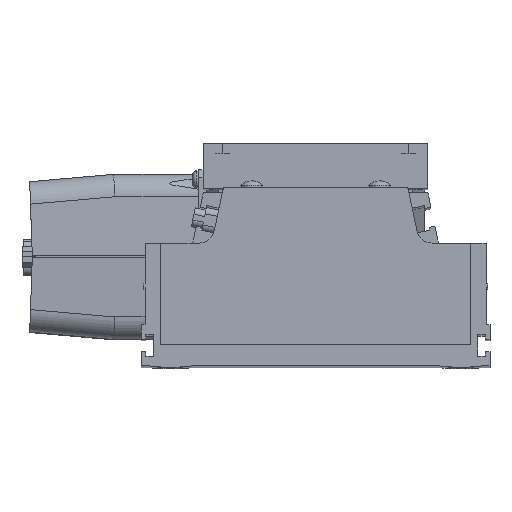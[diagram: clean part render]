
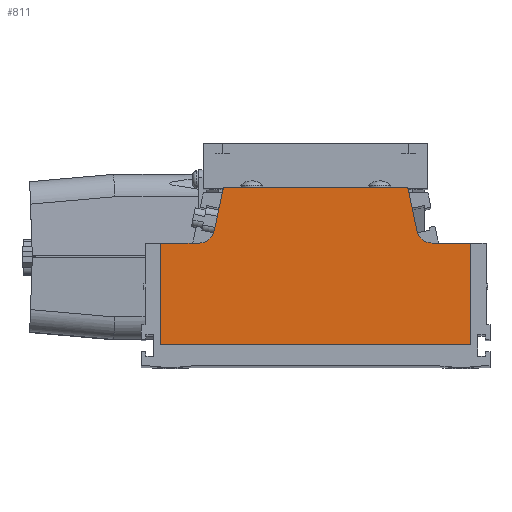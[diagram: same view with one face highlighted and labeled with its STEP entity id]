
A CAD part, top view. The second image highlights one B-rep face of the part: STEP entity #811.
In plain terms, the highlighted planar face has unit normal (0, 0, 1).
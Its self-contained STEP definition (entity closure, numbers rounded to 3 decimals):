
#291 = DIRECTION ( 'NONE',  ( -1., 0., 0. ) ) ;
#470 = EDGE_CURVE ( 'NONE', #11574, #16820, #1060, .T. ) ;
#522 = VECTOR ( 'NONE', #20237, 1000. ) ;
#568 = ORIENTED_EDGE ( 'NONE', *, *, #19786, .T. ) ;
#646 = VECTOR ( 'NONE', #13276, 1000. ) ;
#811 = ADVANCED_FACE ( 'NONE', ( #13391 ), #11458, .F. ) ;
#1060 = CIRCLE ( 'NONE', #25283, 4. ) ;
#1247 = ORIENTED_EDGE ( 'NONE', *, *, #6270, .F. ) ;
#1594 = VECTOR ( 'NONE', #22848, 1000. ) ;
#2190 = LINE ( 'NONE', #21212, #3725 ) ;
#2260 = DIRECTION ( 'NONE',  ( 0., 0., -1. ) ) ;
#2604 = DIRECTION ( 'NONE',  ( 0., 0., -1. ) ) ;
#2977 = VECTOR ( 'NONE', #4477, 1000. ) ;
#3542 = ORIENTED_EDGE ( 'NONE', *, *, #21281, .F. ) ;
#3578 = ORIENTED_EDGE ( 'NONE', *, *, #13118, .T. ) ;
#3725 = VECTOR ( 'NONE', #21593, 1000. ) ;
#3867 = DIRECTION ( 'NONE',  ( 0., 0., -1. ) ) ;
#3986 = CARTESIAN_POINT ( 'NONE',  ( -40., 84.488, 322.5 ) ) ;
#4026 = CARTESIAN_POINT ( 'NONE',  ( -40., -23.13, 322.5 ) ) ;
#4144 = CARTESIAN_POINT ( 'NONE',  ( -30.049, 7., 322.5 ) ) ;
#4301 = ORIENTED_EDGE ( 'NONE', *, *, #7129, .F. ) ;
#4432 = CARTESIAN_POINT ( 'NONE',  ( 40., -23.13, 322.5 ) ) ;
#4477 = DIRECTION ( 'NONE',  ( 0.204, 0.979, 0. ) ) ;
#4851 = DIRECTION ( 'NONE',  ( 0., -1., 0. ) ) ;
#4896 = CARTESIAN_POINT ( 'NONE',  ( -40., 84.488, 322.5 ) ) ;
#5203 = ORIENTED_EDGE ( 'NONE', *, *, #470, .T. ) ;
#5294 = EDGE_CURVE ( 'NONE', #6287, #6745, #7064, .T. ) ;
#5310 = LINE ( 'NONE', #20721, #646 ) ;
#5941 = DIRECTION ( 'NONE',  ( -1., 0., 0. ) ) ;
#6270 = EDGE_CURVE ( 'NONE', #6745, #19213, #5310, .T. ) ;
#6287 = VERTEX_POINT ( 'NONE', #10968 ) ;
#6745 = VERTEX_POINT ( 'NONE', #4432 ) ;
#6766 = EDGE_CURVE ( 'NONE', #12830, #24646, #7617, .T. ) ;
#7064 = LINE ( 'NONE', #12951, #18098 ) ;
#7129 = EDGE_CURVE ( 'NONE', #20143, #8835, #19969, .T. ) ;
#7584 = CARTESIAN_POINT ( 'NONE',  ( -26.133, 6.184, 322.5 ) ) ;
#7617 = CIRCLE ( 'NONE', #10482, 4. ) ;
#7763 = AXIS2_PLACEMENT_3D ( 'NONE', #3986, #3867, #5941 ) ;
#8102 = LINE ( 'NONE', #24008, #2977 ) ;
#8310 = LINE ( 'NONE', #14327, #522 ) ;
#8835 = VERTEX_POINT ( 'NONE', #15053 ) ;
#9158 = CARTESIAN_POINT ( 'NONE',  ( 30.049, 3., 322.5 ) ) ;
#10243 = DIRECTION ( 'NONE',  ( -1., 0., 0. ) ) ;
#10482 = AXIS2_PLACEMENT_3D ( 'NONE', #16284, #2260, #10243 ) ;
#10968 = CARTESIAN_POINT ( 'NONE',  ( 40., 3., 322.5 ) ) ;
#11105 = VECTOR ( 'NONE', #15747, 1000. ) ;
#11458 = PLANE ( 'NONE',  #7763 ) ;
#11574 = VERTEX_POINT ( 'NONE', #7584 ) ;
#12830 = VERTEX_POINT ( 'NONE', #9158 ) ;
#12951 = CARTESIAN_POINT ( 'NONE',  ( 40., 84.488, 322.5 ) ) ;
#13118 = EDGE_CURVE ( 'NONE', #6287, #12830, #18511, .T. ) ;
#13276 = DIRECTION ( 'NONE',  ( -1., 0., 0. ) ) ;
#13391 = FACE_OUTER_BOUND ( 'NONE', #24064, .T. ) ;
#13872 = CARTESIAN_POINT ( 'NONE',  ( -23.784, 17.45, 322.5 ) ) ;
#14327 = CARTESIAN_POINT ( 'NONE',  ( -40., 3., 322.5 ) ) ;
#14660 = CARTESIAN_POINT ( 'NONE',  ( -40., 3., 322.5 ) ) ;
#14693 = CARTESIAN_POINT ( 'NONE',  ( 26.133, 6.184, 322.5 ) ) ;
#14808 = DIRECTION ( 'NONE',  ( 0., -1., 0. ) ) ;
#15053 = CARTESIAN_POINT ( 'NONE',  ( 23.784, 17.45, 322.5 ) ) ;
#15747 = DIRECTION ( 'NONE',  ( 1., 0., 0. ) ) ;
#16252 = CARTESIAN_POINT ( 'NONE',  ( -23.784, 17.45, 322.5 ) ) ;
#16274 = VERTEX_POINT ( 'NONE', #14660 ) ;
#16284 = CARTESIAN_POINT ( 'NONE',  ( 30.049, 7., 322.5 ) ) ;
#16495 = VECTOR ( 'NONE', #14808, 1000. ) ;
#16583 = CARTESIAN_POINT ( 'NONE',  ( -40., 3., 322.5 ) ) ;
#16820 = VERTEX_POINT ( 'NONE', #17455 ) ;
#17455 = CARTESIAN_POINT ( 'NONE',  ( -30.049, 3., 322.5 ) ) ;
#18098 = VECTOR ( 'NONE', #4851, 1000. ) ;
#18133 = ORIENTED_EDGE ( 'NONE', *, *, #24821, .F. ) ;
#18511 = LINE ( 'NONE', #16583, #1594 ) ;
#18915 = LINE ( 'NONE', #4896, #16495 ) ;
#19213 = VERTEX_POINT ( 'NONE', #4026 ) ;
#19786 = EDGE_CURVE ( 'NONE', #16274, #19213, #18915, .T. ) ;
#19969 = LINE ( 'NONE', #16252, #11105 ) ;
#20143 = VERTEX_POINT ( 'NONE', #13872 ) ;
#20237 = DIRECTION ( 'NONE',  ( -1., 0., 0. ) ) ;
#20246 = ORIENTED_EDGE ( 'NONE', *, *, #5294, .F. ) ;
#20721 = CARTESIAN_POINT ( 'NONE',  ( -40., -23.13, 322.5 ) ) ;
#21212 = CARTESIAN_POINT ( 'NONE',  ( 23.784, 17.45, 322.5 ) ) ;
#21281 = EDGE_CURVE ( 'NONE', #11574, #20143, #8102, .T. ) ;
#21593 = DIRECTION ( 'NONE',  ( 0.204, -0.979, 0. ) ) ;
#21902 = EDGE_CURVE ( 'NONE', #16820, #16274, #8310, .T. ) ;
#22072 = ORIENTED_EDGE ( 'NONE', *, *, #21902, .T. ) ;
#22848 = DIRECTION ( 'NONE',  ( -1., 0., 0. ) ) ;
#24008 = CARTESIAN_POINT ( 'NONE',  ( -26.797, 3., 322.5 ) ) ;
#24064 = EDGE_LOOP ( 'NONE', ( #20246, #3578, #24613, #18133, #4301, #3542, #5203, #22072, #568, #1247 ) ) ;
#24613 = ORIENTED_EDGE ( 'NONE', *, *, #6766, .T. ) ;
#24646 = VERTEX_POINT ( 'NONE', #14693 ) ;
#24821 = EDGE_CURVE ( 'NONE', #8835, #24646, #2190, .T. ) ;
#25283 = AXIS2_PLACEMENT_3D ( 'NONE', #4144, #2604, #291 ) ;
